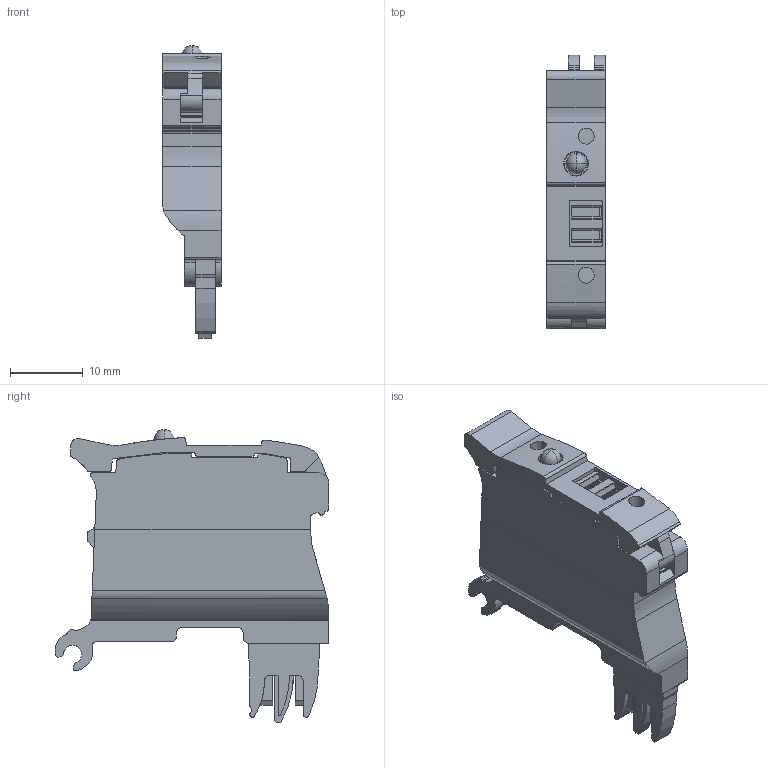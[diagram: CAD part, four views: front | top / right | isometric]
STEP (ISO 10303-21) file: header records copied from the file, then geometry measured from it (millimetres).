
FILE_DESCRIPTION(('CATIA V5R19 STEP'),'2;1');
FILE_NAME ('D1449618_0', '2014-10-10T08:13:38+00:00', ('Weidmueller Interface'), ('Weidmueller'), 'CATIA Version 5 Release 20 SP 5 (IN-10)', 'CATIA V5 STEP AP214', 'none');
FILE_SCHEMA(('AUTOMOTIVE_DESIGN { 1 0 10303 214 1 1 1 1 }'));
Length unit declared in the file: millimetre
Products named in the file (1): 1
Bounding box: 8 x 37.7 x 40.34 mm (x, y, z)
Volume: 5676.5 mm3; surface area: 4005.2 mm2
Topology: 1 solids, 1 shells, 289 faces, 881 edges, 592 vertices
Faces by surface type: cylinder 146, plane 139, sphere 4
Entity records: 10700 total; most frequent: CARTESIAN_POINT 3092, ORIENTED_EDGE 1754, DIRECTION 1292, EDGE_CURVE 877, VERTEX_POINT 592, VECTOR 536, LINE 536, AXIS2_PLACEMENT_3D 468
